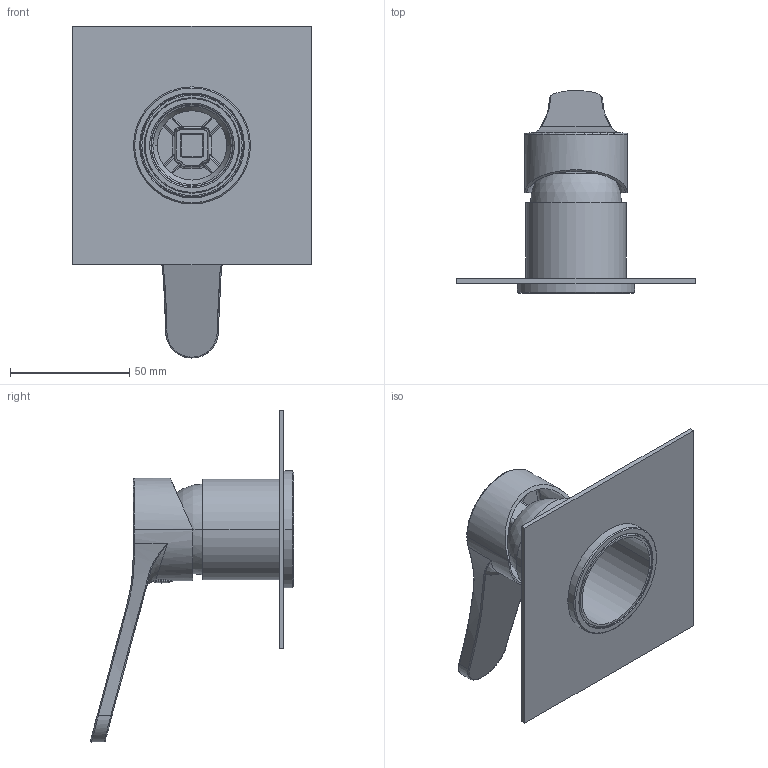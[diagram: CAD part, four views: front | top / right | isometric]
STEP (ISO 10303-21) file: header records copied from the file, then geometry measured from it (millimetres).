
FILE_DESCRIPTION((''),'2;1');
FILE_NAME('AKBR604E001','2022-09-01T18:36:09',('Michela Ferrini'),(''),'CREO PARAMETRIC BY PTC INC, 2020281','CREO PARAMETRIC BY PTC INC, 2020281','');
FILE_SCHEMA(('CONFIG_CONTROL_DESIGN'));
Length unit declared in the file: millimetre
Products named in the file (8): SINMAC0008; SCCMAC0005; AKBR005C002; SPLMAC0001; AOTT604C001; AOTT608C002; AOTT604W001; AKBR604E001
Assembly tree (7 placements, depth 3):
  AKBR604E001
    SINMAC0008
    SCCMAC0005
    AKBR005C002
    SPLMAC0001
    AOTT604W001
      AOTT604C001
      AOTT608C002
Bounding box: 100 x 85.02 x 138.99 mm (x, y, z)
Volume: 45839.2 mm3; surface area: 48144 mm2
Topology: 6 solids, 8 shells, 280 faces, 659 edges, 403 vertices
Faces by surface type: cylinder 86, bspline 77, plane 61, torus 25, cone 21, sphere 10
Entity records: 12634 total; most frequent: CARTESIAN_POINT 6447, ORIENTED_EDGE 1285, DIRECTION 1214, EDGE_CURVE 648, AXIS2_PLACEMENT_3D 500, VERTEX_POINT 385, EDGE_LOOP 297, FACE_OUTER_BOUND 280
